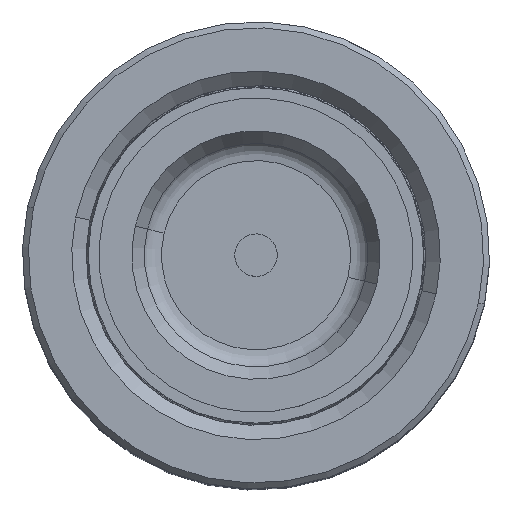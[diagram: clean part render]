
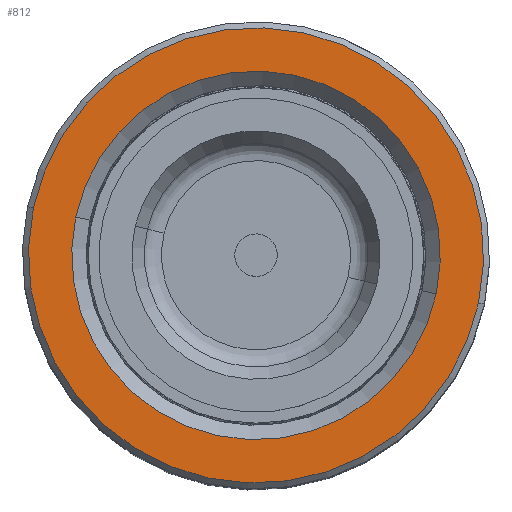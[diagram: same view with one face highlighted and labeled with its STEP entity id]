
A CAD part, top view. The second image highlights one B-rep face of the part: STEP entity #812.
In plain terms, the highlighted planar face has unit normal (0, 0, 1).
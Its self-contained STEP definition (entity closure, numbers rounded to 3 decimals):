
#774 = DIRECTION ( 'NONE',  ( 1., 0., 0. ) ) ;
#812 = ADVANCED_FACE ( 'NONE', ( #51874, #33867 ), #16161, .T. ) ;
#1671 = CIRCLE ( 'NONE', #48288, 21.7 ) ;
#1929 = CARTESIAN_POINT ( 'NONE',  ( 26.8, 0., 80. ) ) ;
#2117 = AXIS2_PLACEMENT_3D ( 'NONE', #59587, #12009, #12212 ) ;
#3342 = VERTEX_POINT ( 'NONE', #57786 ) ;
#4971 = EDGE_LOOP ( 'NONE', ( #15399, #52267 ) ) ;
#5619 = CIRCLE ( 'NONE', #50651, 26.8 ) ;
#5816 = CARTESIAN_POINT ( 'NONE',  ( 0., 0., 80. ) ) ;
#6535 = VERTEX_POINT ( 'NONE', #1929 ) ;
#12009 = DIRECTION ( 'NONE',  ( 0., 0., 1. ) ) ;
#12212 = DIRECTION ( 'NONE',  ( 1., 0., 0. ) ) ;
#15399 = ORIENTED_EDGE ( 'NONE', *, *, #37589, .T. ) ;
#15873 = DIRECTION ( 'NONE',  ( 0., 0., 1. ) ) ;
#16161 = PLANE ( 'NONE',  #21663 ) ;
#18170 = EDGE_LOOP ( 'NONE', ( #20855, #22906 ) ) ;
#20257 = EDGE_CURVE ( 'NONE', #3342, #25610, #20342, .T. ) ;
#20342 = CIRCLE ( 'NONE', #31500, 21.7 ) ;
#20717 = DIRECTION ( 'NONE',  ( 1., 0., 0. ) ) ;
#20855 = ORIENTED_EDGE ( 'NONE', *, *, #20257, .T. ) ;
#21019 = CARTESIAN_POINT ( 'NONE',  ( 0., 0., 80. ) ) ;
#21121 = CARTESIAN_POINT ( 'NONE',  ( -26.8, 0., 80. ) ) ;
#21663 = AXIS2_PLACEMENT_3D ( 'NONE', #21019, #59543, #42082 ) ;
#22906 = ORIENTED_EDGE ( 'NONE', *, *, #40948, .T. ) ;
#25610 = VERTEX_POINT ( 'NONE', #37034 ) ;
#30973 = CIRCLE ( 'NONE', #2117, 26.8 ) ;
#31500 = AXIS2_PLACEMENT_3D ( 'NONE', #61469, #51333, #32442 ) ;
#32246 = EDGE_CURVE ( 'NONE', #6535, #54527, #30973, .T. ) ;
#32442 = DIRECTION ( 'NONE',  ( 1., 0., 0. ) ) ;
#33867 = FACE_BOUND ( 'NONE', #18170, .T. ) ;
#37034 = CARTESIAN_POINT ( 'NONE',  ( -21.7, 0., 80. ) ) ;
#37589 = EDGE_CURVE ( 'NONE', #54527, #6535, #5619, .T. ) ;
#40948 = EDGE_CURVE ( 'NONE', #25610, #3342, #1671, .T. ) ;
#42082 = DIRECTION ( 'NONE',  ( 1., 0., 0. ) ) ;
#44707 = CARTESIAN_POINT ( 'NONE',  ( 0., 0., 80. ) ) ;
#48288 = AXIS2_PLACEMENT_3D ( 'NONE', #5816, #53449, #774 ) ;
#50651 = AXIS2_PLACEMENT_3D ( 'NONE', #44707, #15873, #20717 ) ;
#51333 = DIRECTION ( 'NONE',  ( 0., 0., -1. ) ) ;
#51874 = FACE_OUTER_BOUND ( 'NONE', #4971, .T. ) ;
#52267 = ORIENTED_EDGE ( 'NONE', *, *, #32246, .T. ) ;
#53449 = DIRECTION ( 'NONE',  ( 0., 0., -1. ) ) ;
#54527 = VERTEX_POINT ( 'NONE', #21121 ) ;
#57786 = CARTESIAN_POINT ( 'NONE',  ( 21.7, 0., 80. ) ) ;
#59543 = DIRECTION ( 'NONE',  ( 0., 0., 1. ) ) ;
#59587 = CARTESIAN_POINT ( 'NONE',  ( 0., 0., 80. ) ) ;
#61469 = CARTESIAN_POINT ( 'NONE',  ( 0., 0., 80. ) ) ;
